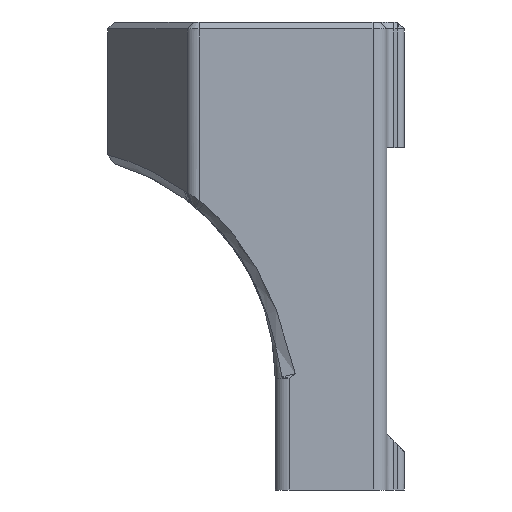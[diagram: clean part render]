
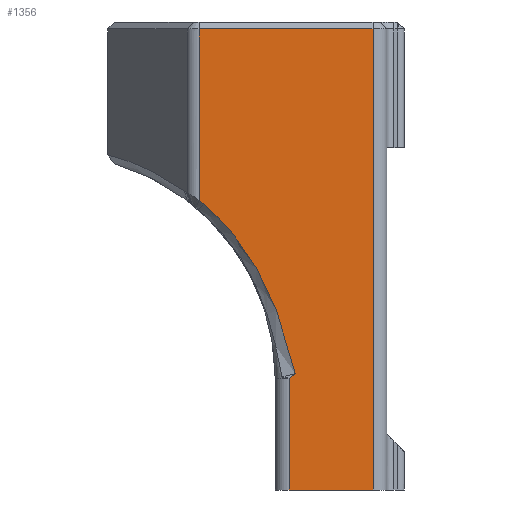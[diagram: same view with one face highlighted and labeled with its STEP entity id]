
A CAD part, left-side view. The second image highlights one B-rep face of the part: STEP entity #1356.
In plain terms, the highlighted planar face has unit normal (-1, 0, 0).
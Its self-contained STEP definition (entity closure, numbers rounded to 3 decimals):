
#62=B_SPLINE_CURVE_WITH_KNOTS('',3,(#2380,#2381,#2382,#2383,#2384,#2385,
#2386,#2387,#2388,#2389),.UNSPECIFIED.,.F.,.F.,(4,1,1,1,1,1,1,4),(0.022,
0.207,0.576,0.761,0.946,
1.13,1.223,1.315),.UNSPECIFIED.);
#64=B_SPLINE_CURVE_WITH_KNOTS('',3,(#2426,#2427,#2428,#2429,#2430,#2431),
 .UNSPECIFIED.,.F.,.F.,(4,2,4),(0.176,0.181,0.209),
 .UNSPECIFIED.);
#67=B_SPLINE_CURVE_WITH_KNOTS('',3,(#2459,#2460,#2461,#2462),
 .UNSPECIFIED.,.F.,.F.,(4,4),(-1.,0.),.UNSPECIFIED.);
#106=PLANE('',#1467);
#165=FACE_OUTER_BOUND('',#247,.T.);
#247=EDGE_LOOP('',(#1098,#1099,#1100,#1101,#1102,#1103,#1104,#1105));
#296=LINE('',#1910,#414);
#360=LINE('',#2470,#478);
#361=LINE('',#2473,#479);
#362=LINE('',#2475,#480);
#363=LINE('',#2476,#481);
#414=VECTOR('',#1554,10.);
#478=VECTOR('',#1722,10.);
#479=VECTOR('',#1725,10.);
#480=VECTOR('',#1726,10.);
#481=VECTOR('',#1727,10.);
#574=VERTEX_POINT('',#1900);
#576=VERTEX_POINT('',#1906);
#643=VERTEX_POINT('',#2288);
#647=VERTEX_POINT('',#2374);
#648=VERTEX_POINT('',#2379);
#650=VERTEX_POINT('',#2454);
#652=VERTEX_POINT('',#2472);
#653=VERTEX_POINT('',#2474);
#703=EDGE_CURVE('',#574,#576,#296,.T.);
#807=EDGE_CURVE('',#647,#648,#62,.T.);
#810=EDGE_CURVE('',#648,#643,#64,.T.);
#813=EDGE_CURVE('',#650,#647,#67,.T.);
#817=EDGE_CURVE('',#643,#574,#360,.T.);
#818=EDGE_CURVE('',#652,#650,#361,.T.);
#819=EDGE_CURVE('',#653,#652,#362,.T.);
#820=EDGE_CURVE('',#576,#653,#363,.T.);
#1098=ORIENTED_EDGE('',*,*,#703,.F.);
#1099=ORIENTED_EDGE('',*,*,#817,.F.);
#1100=ORIENTED_EDGE('',*,*,#810,.F.);
#1101=ORIENTED_EDGE('',*,*,#807,.F.);
#1102=ORIENTED_EDGE('',*,*,#813,.F.);
#1103=ORIENTED_EDGE('',*,*,#818,.F.);
#1104=ORIENTED_EDGE('',*,*,#819,.F.);
#1105=ORIENTED_EDGE('',*,*,#820,.F.);
#1356=ADVANCED_FACE('',(#165),#106,.T.);
#1467=AXIS2_PLACEMENT_3D('',#2471,#1723,#1724);
#1554=DIRECTION('',(0.,-1.,0.));
#1722=DIRECTION('',(0.,0.,1.));
#1723=DIRECTION('center_axis',(-1.,0.,0.));
#1724=DIRECTION('ref_axis',(0.,-1.,0.));
#1725=DIRECTION('',(0.,0.,1.));
#1726=DIRECTION('',(0.,1.,0.));
#1727=DIRECTION('',(0.,0.,-1.));
#1900=CARTESIAN_POINT('',(-16.,5.446,9.));
#1906=CARTESIAN_POINT('',(-16.,-7.,9.));
#1910=CARTESIAN_POINT('',(-16.,4.,9.));
#2288=CARTESIAN_POINT('',(-16.,5.446,-3.265));
#2374=CARTESIAN_POINT('',(-16.,-1.432,-15.666));
#2379=CARTESIAN_POINT('',(-16.,5.121,-3.528));
#2380=CARTESIAN_POINT('Ctrl Pts',(-16.,-1.432,-15.666));
#2381=CARTESIAN_POINT('Ctrl Pts',(-16.,-1.28,-15.061));
#2382=CARTESIAN_POINT('Ctrl Pts',(-16.,-0.812,
-13.157));
#2383=CARTESIAN_POINT('Ctrl Pts',(-16.,0.105,-10.443));
#2384=CARTESIAN_POINT('Ctrl Pts',(-16.,1.25,-8.193));
#2385=CARTESIAN_POINT('Ctrl Pts',(-16.,2.349,-6.47));
#2386=CARTESIAN_POINT('Ctrl Pts',(-16.,3.463,-5.119));
#2387=CARTESIAN_POINT('Ctrl Pts',(-16.,4.406,-4.163));
#2388=CARTESIAN_POINT('Ctrl Pts',(-16.,4.874,-3.739));
#2389=CARTESIAN_POINT('Ctrl Pts',(-16.,5.121,-3.528));
#2426=CARTESIAN_POINT('Ctrl Pts',(-16.,5.121,-3.528));
#2427=CARTESIAN_POINT('Ctrl Pts',(-16.,5.138,-3.513));
#2428=CARTESIAN_POINT('Ctrl Pts',(-16.,5.156,-3.498));
#2429=CARTESIAN_POINT('Ctrl Pts',(-16.,5.261,-3.409));
#2430=CARTESIAN_POINT('Ctrl Pts',(-16.,5.349,-3.337));
#2431=CARTESIAN_POINT('Ctrl Pts',(-16.,5.446,-3.265));
#2454=CARTESIAN_POINT('',(-16.,-1.,-16.));
#2459=CARTESIAN_POINT('Ctrl Pts',(-16.,-1.,-16.));
#2460=CARTESIAN_POINT('Ctrl Pts',(-16.,-1.144,-15.889));
#2461=CARTESIAN_POINT('Ctrl Pts',(-16.,-1.288,-15.777));
#2462=CARTESIAN_POINT('Ctrl Pts',(-16.,-1.432,-15.666));
#2470=CARTESIAN_POINT('',(-16.,5.446,0.));
#2471=CARTESIAN_POINT('Origin',(-16.,6.,0.));
#2472=CARTESIAN_POINT('',(-16.,-1.,-24.));
#2473=CARTESIAN_POINT('',(-16.,-1.,0.));
#2474=CARTESIAN_POINT('',(-16.,-7.,-24.));
#2475=CARTESIAN_POINT('',(-16.,-8.,-24.));
#2476=CARTESIAN_POINT('',(-16.,-7.,0.));
